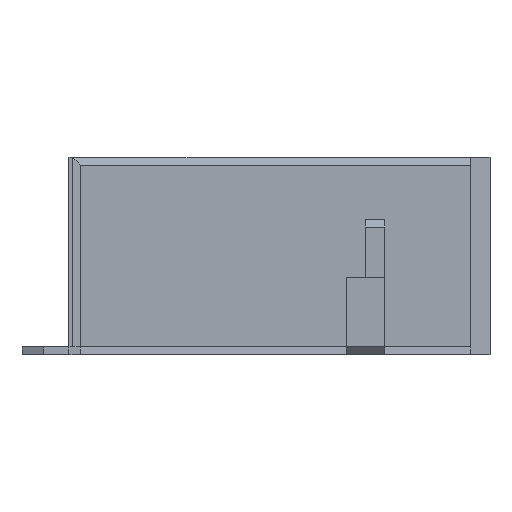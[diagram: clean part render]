
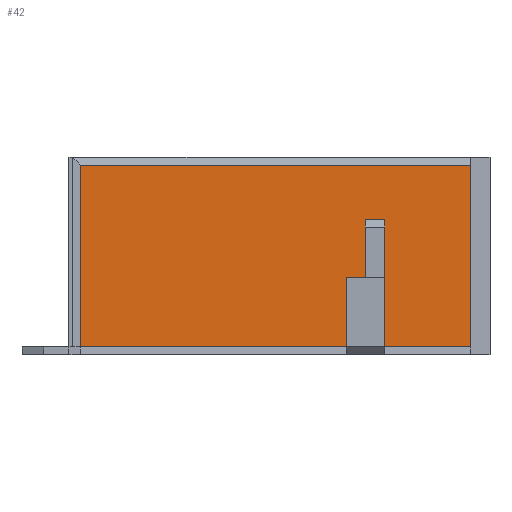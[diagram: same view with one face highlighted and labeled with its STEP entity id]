
A CAD part, left-side view. The second image highlights one B-rep face of the part: STEP entity #42.
In plain terms, the highlighted free-form (B-spline) face has degree [1, 1] with [2, 2] control points.
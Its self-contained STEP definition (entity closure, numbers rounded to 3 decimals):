
#42=ADVANCED_FACE('',(#111),#1040,.T.);
#111=FACE_OUTER_BOUND('',#183,.T.);
#183=EDGE_LOOP('',(#322,#323,#324,#325));
#322=ORIENTED_EDGE('',*,*,#656,.T.);
#323=ORIENTED_EDGE('',*,*,#657,.T.);
#324=ORIENTED_EDGE('',*,*,#606,.F.);
#325=ORIENTED_EDGE('',*,*,#652,.F.);
#606=EDGE_CURVE('',#940,#942,#802,.T.);
#652=EDGE_CURVE('',#970,#940,#843,.T.);
#656=EDGE_CURVE('',#970,#974,#847,.T.);
#657=EDGE_CURVE('',#974,#942,#848,.T.);
#802=B_SPLINE_CURVE_WITH_KNOTS('',1,(#1457,#1458),.UNSPECIFIED.,.F.,.F.,
(2,2),(114.659,214.659),.UNSPECIFIED.);
#843=B_SPLINE_CURVE_WITH_KNOTS('',1,(#1666,#1667),.UNSPECIFIED.,.F.,.F.,
(2,2),(2.,49.),.UNSPECIFIED.);
#847=B_SPLINE_CURVE_WITH_KNOTS('',1,(#1674,#1675),.UNSPECIFIED.,.F.,.F.,
(2,2),(0.,101.),.UNSPECIFIED.);
#848=B_SPLINE_CURVE_WITH_KNOTS('',1,(#1676,#1677),.UNSPECIFIED.,.F.,.F.,
(2,2),(2.,49.),.UNSPECIFIED.);
#940=VERTEX_POINT('',#1353);
#942=VERTEX_POINT('',#1355);
#970=VERTEX_POINT('',#1383);
#974=VERTEX_POINT('',#1387);
#1040=B_SPLINE_SURFACE_WITH_KNOTS('',1,1,((#1249,#1250),(#1251,#1252)),
 .UNSPECIFIED.,.F.,.F.,.F.,(2,2),(2,2),(-277.355,-177.355),
(0.,51.),.UNSPECIFIED.);
#1249=CARTESIAN_POINT('',(-883.169,-689.796,51.));
#1250=CARTESIAN_POINT('',(-883.169,-689.796,0.));
#1251=CARTESIAN_POINT('',(-883.169,-588.796,51.));
#1252=CARTESIAN_POINT('',(-883.169,-588.796,0.));
#1353=CARTESIAN_POINT('',(-883.169,-689.796,2.));
#1355=CARTESIAN_POINT('',(-883.169,-588.796,2.));
#1383=CARTESIAN_POINT('',(-883.169,-689.796,49.));
#1387=CARTESIAN_POINT('',(-883.169,-588.796,49.));
#1457=CARTESIAN_POINT('',(-883.169,-689.796,2.));
#1458=CARTESIAN_POINT('',(-883.169,-588.796,2.));
#1666=CARTESIAN_POINT('',(-883.169,-689.796,49.));
#1667=CARTESIAN_POINT('',(-883.169,-689.796,2.));
#1674=CARTESIAN_POINT('',(-883.169,-689.796,49.));
#1675=CARTESIAN_POINT('',(-883.169,-588.796,49.));
#1676=CARTESIAN_POINT('',(-883.169,-588.796,49.));
#1677=CARTESIAN_POINT('',(-883.169,-588.796,2.));
